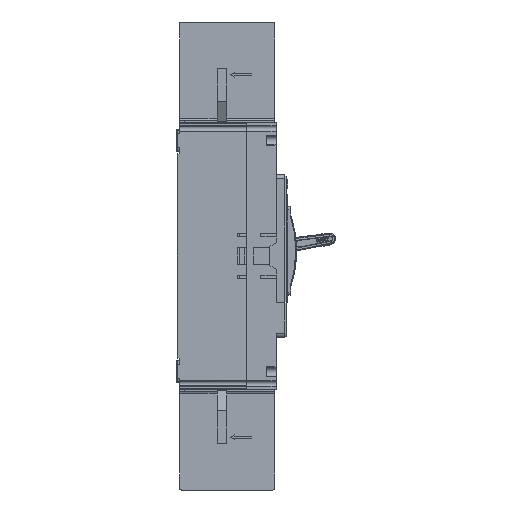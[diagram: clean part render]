
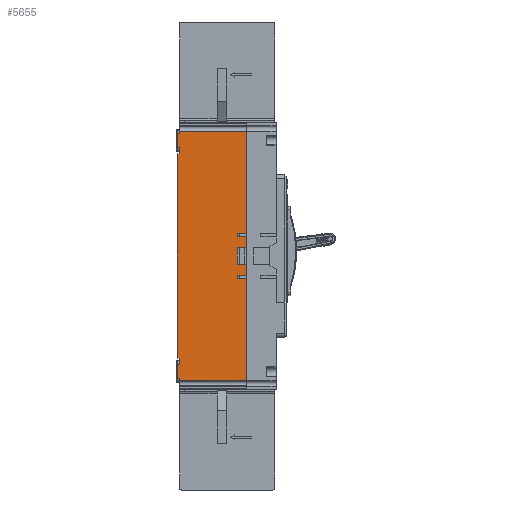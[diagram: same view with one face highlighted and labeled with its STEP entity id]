
A CAD part, left-side view. The second image highlights one B-rep face of the part: STEP entity #5655.
In plain terms, the highlighted planar face has unit normal (-1, 0, 0).
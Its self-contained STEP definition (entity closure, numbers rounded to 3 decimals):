
#5655=ADVANCED_FACE('',(#14934),#10837,.T.);
#10837=PLANE('',#102229);
#14934=FACE_OUTER_BOUND('',#20459,.T.);
#20459=EDGE_LOOP('',(#32908,#32909,#32910,#32911,#32912,#32913,#32914,#32915,
#32916,#32917,#32918,#32919,#32920,#32921,#32922,#32923,#32924,#32925,#32926,
#32927,#32928,#32929,#32930,#32931,#32932,#32933,#32934,#32935,#32936,#32937,
#32938,#32939,#32940,#32941));
#25759=CIRCLE('',#101810,0.5);
#25761=CIRCLE('',#101814,0.5);
#25771=CIRCLE('',#101833,0.5);
#25773=CIRCLE('',#101837,0.5);
#25775=CIRCLE('',#101840,0.5);
#25776=CIRCLE('',#101842,0.5);
#32908=ORIENTED_EDGE('',*,*,#67623,.T.);
#32909=ORIENTED_EDGE('',*,*,#68126,.F.);
#32910=ORIENTED_EDGE('',*,*,#68297,.T.);
#32911=ORIENTED_EDGE('',*,*,#68127,.T.);
#32912=ORIENTED_EDGE('',*,*,#67619,.T.);
#32913=ORIENTED_EDGE('',*,*,#67617,.T.);
#32914=ORIENTED_EDGE('',*,*,#67613,.T.);
#32915=ORIENTED_EDGE('',*,*,#68133,.F.);
#32916=ORIENTED_EDGE('',*,*,#68298,.F.);
#32917=ORIENTED_EDGE('',*,*,#68134,.T.);
#32918=ORIENTED_EDGE('',*,*,#67610,.F.);
#32919=ORIENTED_EDGE('',*,*,#67606,.T.);
#32920=ORIENTED_EDGE('',*,*,#67605,.F.);
#32921=ORIENTED_EDGE('',*,*,#67604,.F.);
#32922=ORIENTED_EDGE('',*,*,#68092,.F.);
#32923=ORIENTED_EDGE('',*,*,#68186,.F.);
#32924=ORIENTED_EDGE('',*,*,#68190,.F.);
#32925=ORIENTED_EDGE('',*,*,#68299,.T.);
#32926=ORIENTED_EDGE('',*,*,#67848,.F.);
#32927=ORIENTED_EDGE('',*,*,#67601,.T.);
#32928=ORIENTED_EDGE('',*,*,#67600,.F.);
#32929=ORIENTED_EDGE('',*,*,#67598,.F.);
#32930=ORIENTED_EDGE('',*,*,#67594,.F.);
#32931=ORIENTED_EDGE('',*,*,#68288,.T.);
#32932=ORIENTED_EDGE('',*,*,#68300,.F.);
#32933=ORIENTED_EDGE('',*,*,#68290,.T.);
#32934=ORIENTED_EDGE('',*,*,#67591,.T.);
#32935=ORIENTED_EDGE('',*,*,#67589,.T.);
#32936=ORIENTED_EDGE('',*,*,#67585,.T.);
#32937=ORIENTED_EDGE('',*,*,#68296,.F.);
#32938=ORIENTED_EDGE('',*,*,#68301,.T.);
#32939=ORIENTED_EDGE('',*,*,#68302,.T.);
#32940=ORIENTED_EDGE('',*,*,#67627,.T.);
#32941=ORIENTED_EDGE('',*,*,#67636,.T.);
#57139=VERTEX_POINT('',#139750);
#57142=VERTEX_POINT('',#139760);
#57532=VERTEX_POINT('',#141287);
#57626=VERTEX_POINT('',#141611);
#57627=VERTEX_POINT('',#141646);
#57629=VERTEX_POINT('',#141649);
#57632=VERTEX_POINT('',#141657);
#57633=VERTEX_POINT('',#141661);
#57635=VERTEX_POINT('',#141667);
#57636=VERTEX_POINT('',#141668);
#57639=VERTEX_POINT('',#141681);
#57640=VERTEX_POINT('',#141685);
#57641=VERTEX_POINT('',#141691);
#57644=VERTEX_POINT('',#141699);
#57645=VERTEX_POINT('',#141703);
#57647=VERTEX_POINT('',#141706);
#57650=VERTEX_POINT('',#141714);
#57651=VERTEX_POINT('',#141718);
#57654=VERTEX_POINT('',#141725);
#57655=VERTEX_POINT('',#141727);
#57658=VERTEX_POINT('',#141743);
#57659=VERTEX_POINT('',#141745);
#57785=VERTEX_POINT('',#142219);
#57975=VERTEX_POINT('',#142834);
#57998=VERTEX_POINT('',#142902);
#57999=VERTEX_POINT('',#142906);
#58002=VERTEX_POINT('',#142916);
#58003=VERTEX_POINT('',#142920);
#58039=VERTEX_POINT('',#143024);
#58041=VERTEX_POINT('',#143031);
#58090=VERTEX_POINT('',#143221);
#58091=VERTEX_POINT('',#143225);
#58094=VERTEX_POINT('',#143235);
#58095=VERTEX_POINT('',#143243);
#67585=EDGE_CURVE('',#57629,#57627,#25759,.T.);
#67589=EDGE_CURVE('',#57632,#57629,#81234,.T.);
#67591=EDGE_CURVE('',#57633,#57632,#25761,.T.);
#67594=EDGE_CURVE('',#57635,#57636,#81237,.T.);
#67598=EDGE_CURVE('',#57636,#57626,#81238,.T.);
#67600=EDGE_CURVE('',#57626,#57139,#81240,.T.);
#67601=EDGE_CURVE('',#57639,#57139,#81241,.T.);
#67604=EDGE_CURVE('',#57640,#57142,#81242,.T.);
#67605=EDGE_CURVE('',#57142,#57532,#81243,.T.);
#67606=EDGE_CURVE('',#57641,#57532,#81244,.T.);
#67610=EDGE_CURVE('',#57641,#57644,#81246,.T.);
#67613=EDGE_CURVE('',#57647,#57645,#25771,.T.);
#67617=EDGE_CURVE('',#57650,#57647,#81250,.T.);
#67619=EDGE_CURVE('',#57651,#57650,#25773,.T.);
#67623=EDGE_CURVE('',#57655,#57654,#25775,.T.);
#67627=EDGE_CURVE('',#57659,#57658,#25776,.T.);
#67636=EDGE_CURVE('',#57658,#57655,#81257,.T.);
#67848=EDGE_CURVE('',#57639,#57785,#81424,.T.);
#68092=EDGE_CURVE('',#57975,#57640,#81587,.T.);
#68126=EDGE_CURVE('',#57998,#57654,#81615,.T.);
#68127=EDGE_CURVE('',#57999,#57651,#81616,.T.);
#68133=EDGE_CURVE('',#58002,#57645,#81622,.T.);
#68134=EDGE_CURVE('',#58003,#57644,#81623,.T.);
#68186=EDGE_CURVE('',#58039,#57975,#81659,.T.);
#68190=EDGE_CURVE('',#58041,#58039,#81662,.T.);
#68288=EDGE_CURVE('',#57635,#58090,#81745,.T.);
#68290=EDGE_CURVE('',#58091,#57633,#81746,.T.);
#68296=EDGE_CURVE('',#58094,#57627,#81752,.T.);
#68297=EDGE_CURVE('',#57998,#57999,#81753,.T.);
#68298=EDGE_CURVE('',#58003,#58002,#81754,.T.);
#68299=EDGE_CURVE('',#58041,#57785,#81755,.T.);
#68300=EDGE_CURVE('',#58091,#58090,#81756,.T.);
#68301=EDGE_CURVE('',#58094,#58095,#81757,.T.);
#68302=EDGE_CURVE('',#58095,#57659,#81758,.T.);
#81234=LINE('',#141656,#91561);
#81237=LINE('',#141666,#91564);
#81238=LINE('',#141675,#91565);
#81240=LINE('',#141678,#91567);
#81241=LINE('',#141680,#91568);
#81242=LINE('',#141686,#91569);
#81243=LINE('',#141688,#91570);
#81244=LINE('',#141690,#91571);
#81246=LINE('',#141698,#91573);
#81250=LINE('',#141713,#91577);
#81257=LINE('',#141771,#91584);
#81424=LINE('',#142218,#91751);
#81587=LINE('',#142835,#91914);
#81615=LINE('',#142903,#91942);
#81616=LINE('',#142905,#91943);
#81622=LINE('',#142917,#91949);
#81623=LINE('',#142919,#91950);
#81659=LINE('',#143025,#91986);
#81662=LINE('',#143032,#91989);
#81745=LINE('',#143220,#92072);
#81746=LINE('',#143224,#92073);
#81752=LINE('',#143236,#92079);
#81753=LINE('',#143238,#92080);
#81754=LINE('',#143239,#92081);
#81755=LINE('',#143240,#92082);
#81756=LINE('',#143241,#92083);
#81757=LINE('',#143242,#92084);
#81758=LINE('',#143244,#92085);
#91561=VECTOR('',#112243,1.);
#91564=VECTOR('',#112254,1.);
#91565=VECTOR('',#112263,1.);
#91567=VECTOR('',#112267,1.);
#91568=VECTOR('',#112270,1.);
#91569=VECTOR('',#112277,1.);
#91570=VECTOR('',#112280,1.);
#91571=VECTOR('',#112283,1.);
#91573=VECTOR('',#112291,1.);
#91577=VECTOR('',#112305,1.);
#91584=VECTOR('',#112336,1.);
#91751=VECTOR('',#112745,1.);
#91914=VECTOR('',#113192,1.);
#91942=VECTOR('',#113254,1.);
#91943=VECTOR('',#113257,1.);
#91949=VECTOR('',#113267,1.);
#91950=VECTOR('',#113270,1.);
#91986=VECTOR('',#113372,1.);
#91989=VECTOR('',#113379,1.);
#92072=VECTOR('',#113576,1.);
#92073=VECTOR('',#113581,1.);
#92079=VECTOR('',#113591,1.);
#92080=VECTOR('',#113594,1.);
#92081=VECTOR('',#113595,1.);
#92082=VECTOR('',#113596,1.);
#92083=VECTOR('',#113597,1.);
#92084=VECTOR('',#113598,1.);
#92085=VECTOR('',#113599,1.);
#101810=AXIS2_PLACEMENT_3D('',#141648,#112235,#112236);
#101814=AXIS2_PLACEMENT_3D('',#141660,#112247,#112248);
#101833=AXIS2_PLACEMENT_3D('',#141705,#112297,#112298);
#101837=AXIS2_PLACEMENT_3D('',#141717,#112309,#112310);
#101840=AXIS2_PLACEMENT_3D('',#141726,#112317,#112318);
#101842=AXIS2_PLACEMENT_3D('',#141744,#112321,#112322);
#102229=AXIS2_PLACEMENT_3D('',#143245,#113600,#113601);
#112235=DIRECTION('',(1.,0.,0.));
#112236=DIRECTION('',(0.,1.,0.));
#112243=DIRECTION('',(0.,0.,1.));
#112247=DIRECTION('',(1.,0.,0.));
#112248=DIRECTION('',(0.,0.,-1.));
#112254=DIRECTION('',(0.,0.,1.));
#112263=DIRECTION('',(0.,1.,0.));
#112267=DIRECTION('',(0.,0.,1.));
#112270=DIRECTION('',(0.,1.,0.));
#112277=DIRECTION('',(0.,1.,0.));
#112280=DIRECTION('',(0.,0.,1.));
#112283=DIRECTION('',(0.,1.,0.));
#112291=DIRECTION('',(0.,0.,1.));
#112297=DIRECTION('',(1.,0.,0.));
#112298=DIRECTION('',(0.,1.,0.));
#112305=DIRECTION('',(0.,0.,1.));
#112309=DIRECTION('',(1.,0.,0.));
#112310=DIRECTION('',(0.,0.,-1.));
#112317=DIRECTION('',(1.,0.,0.));
#112318=DIRECTION('',(0.,1.,0.));
#112321=DIRECTION('',(1.,0.,0.));
#112322=DIRECTION('',(0.,0.,-1.));
#112336=DIRECTION('',(0.,0.,1.));
#112745=DIRECTION('',(0.,0.,1.));
#113192=DIRECTION('',(0.,0.,1.));
#113254=DIRECTION('',(0.,1.,0.));
#113257=DIRECTION('',(0.,1.,0.));
#113267=DIRECTION('',(0.,1.,0.));
#113270=DIRECTION('',(0.,1.,0.));
#113372=DIRECTION('',(0.,-1.,0.));
#113379=DIRECTION('',(0.,0.,1.));
#113576=DIRECTION('',(0.,-1.,0.));
#113581=DIRECTION('',(0.,1.,0.));
#113591=DIRECTION('',(0.,1.,0.));
#113594=DIRECTION('',(0.,0.,1.));
#113595=DIRECTION('',(0.,0.,-1.));
#113596=DIRECTION('',(0.,-1.,0.));
#113597=DIRECTION('',(0.,0.,-1.));
#113598=DIRECTION('',(0.,0.,1.));
#113599=DIRECTION('',(0.,1.,0.));
#113600=DIRECTION('',(-1.,0.,0.));
#113601=DIRECTION('',(0.,0.,-1.));
#139750=CARTESIAN_POINT('',(0.,76.,-253.5));
#139760=CARTESIAN_POINT('',(0.,76.,-26.5));
#141287=CARTESIAN_POINT('',(0.,76.,-11.5));
#141611=CARTESIAN_POINT('',(0.,76.,-268.5));
#141646=CARTESIAN_POINT('',(0.,12.8,-160.5));
#141648=CARTESIAN_POINT('',(0.,12.8,-161.));
#141649=CARTESIAN_POINT('',(0.,13.3,-161.));
#141656=CARTESIAN_POINT('',(0.,13.3,-163.));
#141657=CARTESIAN_POINT('',(0.,13.3,-163.));
#141660=CARTESIAN_POINT('',(0.,12.8,-163.));
#141661=CARTESIAN_POINT('',(0.,12.8,-163.5));
#141666=CARTESIAN_POINT('',(0.,73.5,-270.536));
#141667=CARTESIAN_POINT('',(0.,73.5,-270.536));
#141668=CARTESIAN_POINT('',(0.,73.5,-268.5));
#141675=CARTESIAN_POINT('',(0.,73.5,-268.5));
#141678=CARTESIAN_POINT('',(0.,76.,-268.5));
#141680=CARTESIAN_POINT('',(0.,73.5,-253.5));
#141681=CARTESIAN_POINT('',(0.,73.5,-253.5));
#141685=CARTESIAN_POINT('',(0.,73.5,-26.5));
#141686=CARTESIAN_POINT('',(0.,73.5,-26.5));
#141688=CARTESIAN_POINT('',(0.,76.,-26.5));
#141690=CARTESIAN_POINT('',(0.,73.5,-11.5));
#141691=CARTESIAN_POINT('',(0.,73.5,-11.5));
#141698=CARTESIAN_POINT('',(0.,73.5,-11.5));
#141699=CARTESIAN_POINT('',(0.,73.5,-9.464));
#141703=CARTESIAN_POINT('',(0.,12.8,-116.5));
#141705=CARTESIAN_POINT('',(0.,12.8,-117.));
#141706=CARTESIAN_POINT('',(0.,13.3,-117.));
#141713=CARTESIAN_POINT('',(0.,13.3,-119.));
#141714=CARTESIAN_POINT('',(0.,13.3,-119.));
#141717=CARTESIAN_POINT('',(0.,12.8,-119.));
#141718=CARTESIAN_POINT('',(0.,12.8,-119.5));
#141725=CARTESIAN_POINT('',(0.,12.8,-131.));
#141726=CARTESIAN_POINT('',(0.,12.8,-131.5));
#141727=CARTESIAN_POINT('',(0.,13.3,-131.5));
#141743=CARTESIAN_POINT('',(0.,13.3,-148.5));
#141744=CARTESIAN_POINT('',(0.,12.8,-148.5));
#141745=CARTESIAN_POINT('',(0.,12.8,-149.));
#141771=CARTESIAN_POINT('',(0.,13.3,-148.5));
#142218=CARTESIAN_POINT('',(0.,73.5,-253.5));
#142219=CARTESIAN_POINT('',(0.,73.5,-247.5));
#142834=CARTESIAN_POINT('',(0.,73.5,-32.5));
#142835=CARTESIAN_POINT('',(0.,73.5,-32.5));
#142902=CARTESIAN_POINT('',(0.,3.,-131.));
#142903=CARTESIAN_POINT('',(0.,3.,-131.));
#142905=CARTESIAN_POINT('',(0.,3.,-119.5));
#142906=CARTESIAN_POINT('',(0.,3.,-119.5));
#142916=CARTESIAN_POINT('',(0.,3.,-116.5));
#142917=CARTESIAN_POINT('',(0.,3.,-116.5));
#142919=CARTESIAN_POINT('',(0.,3.,-9.464));
#142920=CARTESIAN_POINT('',(0.,3.,-9.464));
#143024=CARTESIAN_POINT('',(0.,75.5,-32.5));
#143025=CARTESIAN_POINT('',(0.,75.5,-32.5));
#143031=CARTESIAN_POINT('',(0.,75.5,-247.5));
#143032=CARTESIAN_POINT('',(0.,75.5,-247.5));
#143220=CARTESIAN_POINT('',(0.,73.5,-270.536));
#143221=CARTESIAN_POINT('',(0.,3.,-270.536));
#143224=CARTESIAN_POINT('',(0.,3.,-163.5));
#143225=CARTESIAN_POINT('',(0.,3.,-163.5));
#143235=CARTESIAN_POINT('',(0.,3.,-160.5));
#143236=CARTESIAN_POINT('',(0.,3.,-160.5));
#143238=CARTESIAN_POINT('',(0.,3.,-131.));
#143239=CARTESIAN_POINT('',(0.,3.,-9.464));
#143240=CARTESIAN_POINT('',(0.,75.5,-247.5));
#143241=CARTESIAN_POINT('',(0.,3.,-163.5));
#143242=CARTESIAN_POINT('',(0.,3.,-160.5));
#143243=CARTESIAN_POINT('',(0.,3.,-149.));
#143244=CARTESIAN_POINT('',(0.,3.,-149.));
#143245=CARTESIAN_POINT('',(0.,3.,-280.));
